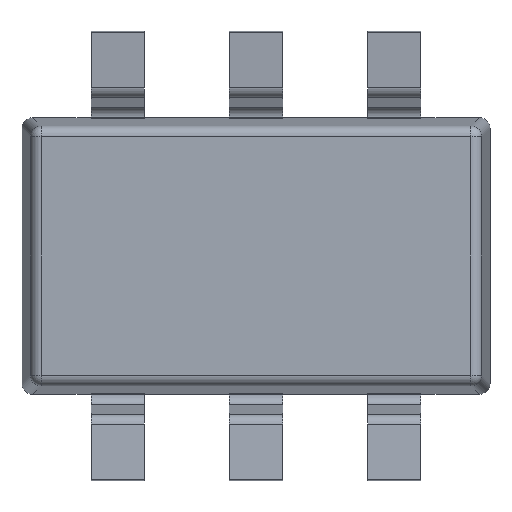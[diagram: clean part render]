
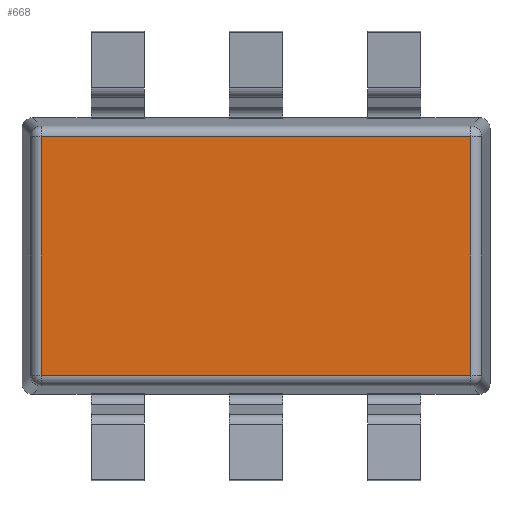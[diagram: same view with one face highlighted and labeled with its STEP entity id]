
A CAD part, front view. The second image highlights one B-rep face of the part: STEP entity #668.
In plain terms, the highlighted planar face has unit normal (0, -1, 0).
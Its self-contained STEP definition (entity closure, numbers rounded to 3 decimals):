
#126 = VERTEX_POINT('',#127);
#127 = CARTESIAN_POINT('',(-1.01,0.05,-0.56));
#134 = EDGE_CURVE('',#135,#126,#137,.T.);
#135 = VERTEX_POINT('',#136);
#136 = CARTESIAN_POINT('',(-1.01,0.05,0.56));
#137 = LINE('',#138,#139);
#138 = CARTESIAN_POINT('',(-1.01,0.05,-0.606));
#139 = VECTOR('',#140,1.);
#140 = DIRECTION('',(0.,0.,-1.));
#668 = ADVANCED_FACE('',(#669),#694,.F.);
#669 = FACE_BOUND('',#670,.T.);
#670 = EDGE_LOOP('',(#671,#681,#687,#688));
#671 = ORIENTED_EDGE('',*,*,#672,.T.);
#672 = EDGE_CURVE('',#673,#675,#677,.T.);
#673 = VERTEX_POINT('',#674);
#674 = CARTESIAN_POINT('',(1.01,0.05,-0.56));
#675 = VERTEX_POINT('',#676);
#676 = CARTESIAN_POINT('',(1.01,0.05,0.56));
#677 = LINE('',#678,#679);
#678 = CARTESIAN_POINT('',(1.01,0.05,0.606));
#679 = VECTOR('',#680,1.);
#680 = DIRECTION('',(0.,0.,1.));
#681 = ORIENTED_EDGE('',*,*,#682,.T.);
#682 = EDGE_CURVE('',#675,#135,#683,.T.);
#683 = LINE('',#684,#685);
#684 = CARTESIAN_POINT('',(-1.056,0.05,0.56));
#685 = VECTOR('',#686,1.);
#686 = DIRECTION('',(-1.,0.,0.));
#687 = ORIENTED_EDGE('',*,*,#134,.T.);
#688 = ORIENTED_EDGE('',*,*,#689,.T.);
#689 = EDGE_CURVE('',#126,#673,#690,.T.);
#690 = LINE('',#691,#692);
#691 = CARTESIAN_POINT('',(1.056,0.05,-0.56));
#692 = VECTOR('',#693,1.);
#693 = DIRECTION('',(1.,0.,0.));
#694 = PLANE('',#695);
#695 = AXIS2_PLACEMENT_3D('',#696,#697,#698);
#696 = CARTESIAN_POINT('',(0.,0.05,0.));
#697 = DIRECTION('',(0.,1.,0.));
#698 = DIRECTION('',(0.,0.,1.));
